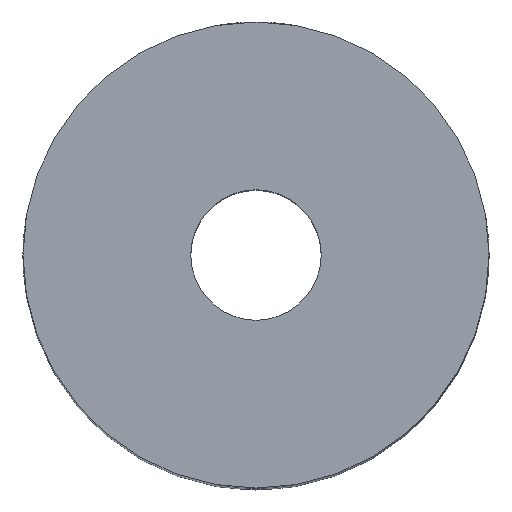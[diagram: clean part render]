
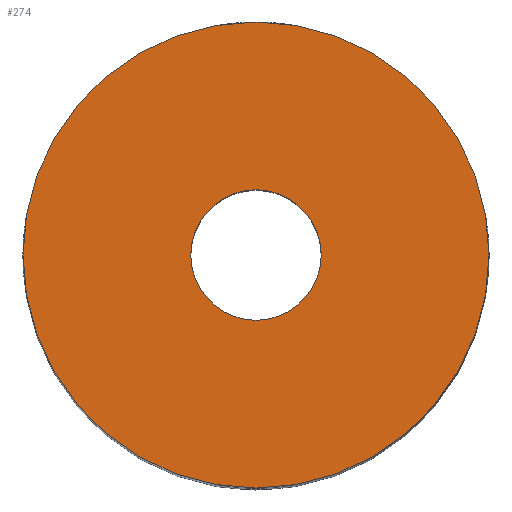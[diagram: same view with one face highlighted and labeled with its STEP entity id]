
A CAD part, top view. The second image highlights one B-rep face of the part: STEP entity #274.
In plain terms, the highlighted planar face has unit normal (0, 0, 1).
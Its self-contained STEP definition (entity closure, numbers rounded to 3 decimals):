
#15=FACE_BOUND('',#52,.T.);
#28=CIRCLE('',#301,25.);
#29=CIRCLE('',#302,7.);
#34=PLANE('',#300);
#39=FACE_OUTER_BOUND('',#51,.T.);
#51=EDGE_LOOP('',(#195));
#52=EDGE_LOOP('',(#196));
#124=VERTEX_POINT('',#517);
#125=VERTEX_POINT('',#519);
#154=EDGE_CURVE('',#124,#124,#28,.T.);
#155=EDGE_CURVE('',#125,#125,#29,.T.);
#195=ORIENTED_EDGE('',*,*,#154,.F.);
#196=ORIENTED_EDGE('',*,*,#155,.T.);
#274=ADVANCED_FACE('',(#39,#15),#34,.T.);
#300=AXIS2_PLACEMENT_3D('',#516,#324,#325);
#301=AXIS2_PLACEMENT_3D('',#518,#326,#327);
#302=AXIS2_PLACEMENT_3D('',#520,#328,#329);
#324=DIRECTION('center_axis',(0.,0.,
1.));
#325=DIRECTION('ref_axis',(-1.,0.,0.));
#326=DIRECTION('center_axis',(0.,0.,
-1.));
#327=DIRECTION('ref_axis',(-1.,0.,0.));
#328=DIRECTION('center_axis',(0.,0.,
-1.));
#329=DIRECTION('ref_axis',(-1.,0.,0.));
#516=CARTESIAN_POINT('Origin',(-0.161,0.132,-1.022));
#517=CARTESIAN_POINT('',(24.839,0.132,-1.022));
#518=CARTESIAN_POINT('Origin',(-0.161,0.132,-1.022));
#519=CARTESIAN_POINT('',(6.839,0.132,-1.022));
#520=CARTESIAN_POINT('Origin',(-0.161,0.132,-1.022));
